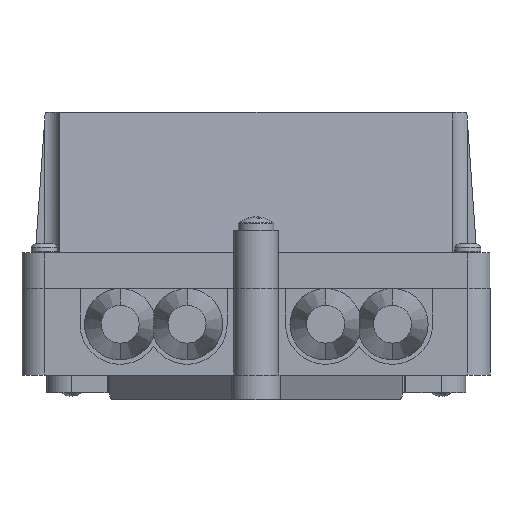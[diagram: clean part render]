
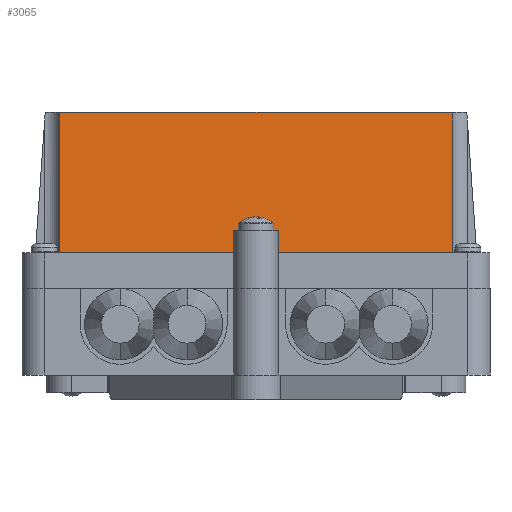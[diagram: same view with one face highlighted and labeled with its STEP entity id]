
A CAD part, front view. The second image highlights one B-rep face of the part: STEP entity #3065.
In plain terms, the highlighted planar face has unit normal (0, -0.998, 0.07).
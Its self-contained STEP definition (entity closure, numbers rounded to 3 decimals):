
#2253 = CARTESIAN_POINT ( 'NONE',  ( -48.671, -23.964, 0. ) ) ;
#2728 = EDGE_CURVE ( 'NONE', #47361, #3404, #36716, .T. ) ;
#2966 = CARTESIAN_POINT ( 'NONE',  ( -4.171, -23.964, 0. ) ) ;
#3035 = CARTESIAN_POINT ( 'NONE',  ( -43.177, -21.762, 31.5 ) ) ;
#3065 = ADVANCED_FACE ( 'NONE', ( #20933 ), #62618, .T. ) ;
#3404 = VERTEX_POINT ( 'NONE', #53548 ) ;
#7533 = LINE ( 'NONE', #2253, #60675 ) ;
#9035 = VECTOR ( 'NONE', #44652, 1000. ) ;
#10973 = EDGE_CURVE ( 'NONE', #49271, #28360, #63171, .T. ) ;
#12469 = DIRECTION ( 'NONE',  ( 1., 0., 0. ) ) ;
#14892 = EDGE_CURVE ( 'NONE', #28360, #22594, #24305, .T. ) ;
#15269 = EDGE_CURVE ( 'NONE', #3404, #57659, #45134, .T. ) ;
#15370 = ORIENTED_EDGE ( 'NONE', *, *, #15269, .F. ) ;
#16258 = EDGE_CURVE ( 'NONE', #22594, #36913, #17967, .T. ) ;
#16739 = CARTESIAN_POINT ( 'NONE',  ( -4.171, -23.964, 0. ) ) ;
#17490 = EDGE_CURVE ( 'NONE', #47361, #51419, #29696, .T. ) ;
#17586 = ORIENTED_EDGE ( 'NONE', *, *, #16258, .F. ) ;
#17967 =( BOUNDED_CURVE ( )  B_SPLINE_CURVE ( 3, ( #56445, #51484, #25833, #61860 ),
 .UNSPECIFIED., .F., .F. ) 
 B_SPLINE_CURVE_WITH_KNOTS ( ( 4, 4 ),
 ( 4.654, 4.712 ),
 .UNSPECIFIED. ) 
 CURVE ( )  GEOMETRIC_REPRESENTATION_ITEM ( )  RATIONAL_B_SPLINE_CURVE ( ( 1., 1., 1., 1. ) ) 
 REPRESENTATION_ITEM ( '' )  );
#20933 = FACE_OUTER_BOUND ( 'NONE', #23430, .T. ) ;
#21715 = CARTESIAN_POINT ( 'NONE',  ( 5.829, -23.615, 5. ) ) ;
#21851 = DIRECTION ( 'NONE',  ( 0., -0.07, -0.998 ) ) ;
#22594 = VERTEX_POINT ( 'NONE', #33898 ) ;
#22778 = CARTESIAN_POINT ( 'NONE',  ( -48.671, -23.964, 0. ) ) ;
#23430 = EDGE_LOOP ( 'NONE', ( #32279, #42705, #62166, #15370, #47213, #61039, #58375, #51846, #17586, #41791 ) ) ;
#24305 = LINE ( 'NONE', #39491, #9035 ) ;
#25026 = LINE ( 'NONE', #22778, #57991 ) ;
#25833 = CARTESIAN_POINT ( 'NONE',  ( 44.829, -21.897, 29.568 ) ) ;
#26414 = CARTESIAN_POINT ( 'NONE',  ( 5.829, -23.964, 0. ) ) ;
#26722 = CARTESIAN_POINT ( 'NONE',  ( 44.829, -21.964, 28.601 ) ) ;
#28091 = DIRECTION ( 'NONE',  ( 0., -0.998, 0.07 ) ) ;
#28360 = VERTEX_POINT ( 'NONE', #53251 ) ;
#29696 = LINE ( 'NONE', #57809, #31333 ) ;
#31333 = VECTOR ( 'NONE', #21851, 1000. ) ;
#32279 = ORIENTED_EDGE ( 'NONE', *, *, #10973, .F. ) ;
#33083 = DIRECTION ( 'NONE',  ( 1., 0., 0. ) ) ;
#33898 = CARTESIAN_POINT ( 'NONE',  ( 44.835, -21.762, 31.5 ) ) ;
#34392 = LINE ( 'NONE', #49545, #47375 ) ;
#35136 = VECTOR ( 'NONE', #42540, 1000. ) ;
#35668 = CARTESIAN_POINT ( 'NONE',  ( -43.171, -23.964, 0. ) ) ;
#36060 = EDGE_CURVE ( 'NONE', #59038, #49271, #49912, .T. ) ;
#36208 = VECTOR ( 'NONE', #44361, 1000. ) ;
#36716 = LINE ( 'NONE', #47515, #35136 ) ;
#36913 = VERTEX_POINT ( 'NONE', #26722 ) ;
#38889 = AXIS2_PLACEMENT_3D ( 'NONE', #52489, #28091, #52266 ) ;
#39011 = CARTESIAN_POINT ( 'NONE',  ( -43.171, -21.964, 28.601 ) ) ;
#39157 = DIRECTION ( 'NONE',  ( 0., -0.07, -0.998 ) ) ;
#39491 = CARTESIAN_POINT ( 'NONE',  ( 0., -21.762, 31.5 ) ) ;
#41791 = ORIENTED_EDGE ( 'NONE', *, *, #14892, .F. ) ;
#42540 = DIRECTION ( 'NONE',  ( -1., 0., 0. ) ) ;
#42705 = ORIENTED_EDGE ( 'NONE', *, *, #36060, .F. ) ;
#43501 = VECTOR ( 'NONE', #47545, 1000. ) ;
#44361 = DIRECTION ( 'NONE',  ( 0., 0.07, 0.998 ) ) ;
#44652 = DIRECTION ( 'NONE',  ( 1., 0., 0. ) ) ;
#45134 = LINE ( 'NONE', #16739, #43501 ) ;
#45616 = CARTESIAN_POINT ( 'NONE',  ( 44.829, -23.964, 0. ) ) ;
#47213 = ORIENTED_EDGE ( 'NONE', *, *, #2728, .F. ) ;
#47361 = VERTEX_POINT ( 'NONE', #21715 ) ;
#47375 = VECTOR ( 'NONE', #39157, 1000. ) ;
#47515 = CARTESIAN_POINT ( 'NONE',  ( 48.329, -23.615, 5. ) ) ;
#47542 = EDGE_CURVE ( 'NONE', #36913, #48311, #34392, .T. ) ;
#47545 = DIRECTION ( 'NONE',  ( 0., -0.07, -0.998 ) ) ;
#48311 = VERTEX_POINT ( 'NONE', #45616 ) ;
#49271 = VERTEX_POINT ( 'NONE', #60648 ) ;
#49545 = CARTESIAN_POINT ( 'NONE',  ( 44.829, -23.964, 0. ) ) ;
#49912 = LINE ( 'NONE', #59731, #36208 ) ;
#50436 = EDGE_CURVE ( 'NONE', #51419, #48311, #7533, .T. ) ;
#51419 = VERTEX_POINT ( 'NONE', #26414 ) ;
#51484 = CARTESIAN_POINT ( 'NONE',  ( 44.831, -21.829, 30.535 ) ) ;
#51846 = ORIENTED_EDGE ( 'NONE', *, *, #47542, .F. ) ;
#52266 = DIRECTION ( 'NONE',  ( 0., -0.07, -0.998 ) ) ;
#52489 = CARTESIAN_POINT ( 'NONE',  ( -48.671, -23.964, 0. ) ) ;
#53251 = CARTESIAN_POINT ( 'NONE',  ( -43.177, -21.762, 31.5 ) ) ;
#53548 = CARTESIAN_POINT ( 'NONE',  ( -4.171, -23.615, 5. ) ) ;
#56445 = CARTESIAN_POINT ( 'NONE',  ( 44.835, -21.762, 31.5 ) ) ;
#56909 = EDGE_CURVE ( 'NONE', #59038, #57659, #25026, .T. ) ;
#57659 = VERTEX_POINT ( 'NONE', #2966 ) ;
#57809 = CARTESIAN_POINT ( 'NONE',  ( 5.829, -24.555, -8.448 ) ) ;
#57991 = VECTOR ( 'NONE', #12469, 1000. ) ;
#58375 = ORIENTED_EDGE ( 'NONE', *, *, #50436, .T. ) ;
#59038 = VERTEX_POINT ( 'NONE', #35668 ) ;
#59731 = CARTESIAN_POINT ( 'NONE',  ( -43.171, -23.964, 0. ) ) ;
#60648 = CARTESIAN_POINT ( 'NONE',  ( -43.171, -21.964, 28.601 ) ) ;
#60675 = VECTOR ( 'NONE', #33083, 1000. ) ;
#61039 = ORIENTED_EDGE ( 'NONE', *, *, #17490, .T. ) ;
#61860 = CARTESIAN_POINT ( 'NONE',  ( 44.829, -21.964, 28.601 ) ) ;
#62166 = ORIENTED_EDGE ( 'NONE', *, *, #56909, .T. ) ;
#62618 = PLANE ( 'NONE',  #38889 ) ;
#63171 =( BOUNDED_CURVE ( )  B_SPLINE_CURVE ( 3, ( #39011, #64738, #64052, #3035 ),
 .UNSPECIFIED., .F., .F. ) 
 B_SPLINE_CURVE_WITH_KNOTS ( ( 4, 4 ),
 ( 1.571, 1.629 ),
 .UNSPECIFIED. ) 
 CURVE ( )  GEOMETRIC_REPRESENTATION_ITEM ( )  RATIONAL_B_SPLINE_CURVE ( ( 1., 1., 1., 1. ) ) 
 REPRESENTATION_ITEM ( '' )  );
#64052 = CARTESIAN_POINT ( 'NONE',  ( -43.173, -21.829, 30.535 ) ) ;
#64738 = CARTESIAN_POINT ( 'NONE',  ( -43.171, -21.897, 29.568 ) ) ;
